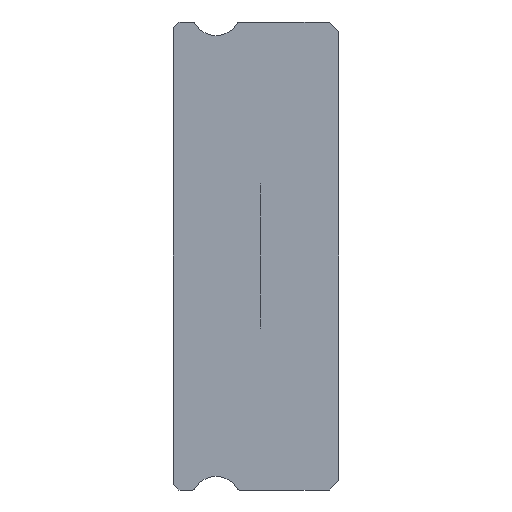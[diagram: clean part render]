
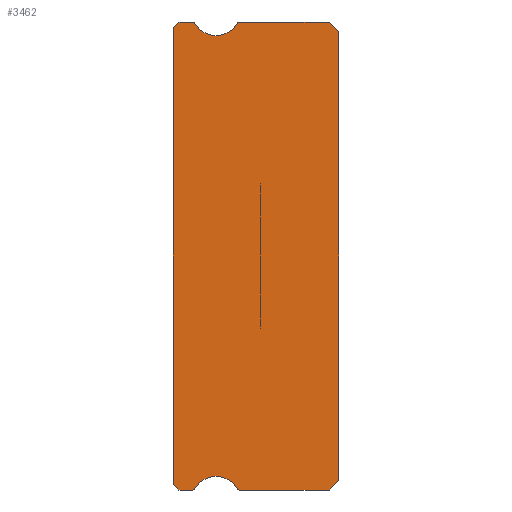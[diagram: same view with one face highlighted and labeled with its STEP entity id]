
A CAD part, left-side view. The second image highlights one B-rep face of the part: STEP entity #3462.
In plain terms, the highlighted planar face has unit normal (-1, 0, 0).
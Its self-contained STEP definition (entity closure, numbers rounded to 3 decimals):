
#52 = CIRCLE ( 'NONE', #400, 0.15 ) ;
#64 = CIRCLE ( 'NONE', #2517, 0.15 ) ;
#65 = DIRECTION ( 'NONE',  ( 0., 0., 1. ) ) ;
#75 = VERTEX_POINT ( 'NONE', #2516 ) ;
#81 = ORIENTED_EDGE ( 'NONE', *, *, #3045, .F. ) ;
#102 = CARTESIAN_POINT ( 'NONE',  ( -5., 5.088, -12. ) ) ;
#108 = ORIENTED_EDGE ( 'NONE', *, *, #2993, .T. ) ;
#111 = VERTEX_POINT ( 'NONE', #2236 ) ;
#112 = VECTOR ( 'NONE', #2130, 1000. ) ;
#134 = CARTESIAN_POINT ( 'NONE',  ( -5., 0.5, 12. ) ) ;
#202 = ORIENTED_EDGE ( 'NONE', *, *, #2478, .T. ) ;
#216 = EDGE_CURVE ( 'NONE', #1197, #226, #3365, .T. ) ;
#226 = VERTEX_POINT ( 'NONE', #2274 ) ;
#268 = CIRCLE ( 'NONE', #4145, 0.15 ) ;
#279 = CARTESIAN_POINT ( 'NONE',  ( -5., 6.3, 12.55 ) ) ;
#303 = ORIENTED_EDGE ( 'NONE', *, *, #896, .F. ) ;
#317 = DIRECTION ( 'NONE',  ( 0., 0., -1. ) ) ;
#324 = CARTESIAN_POINT ( 'NONE',  ( -5., 8.5, 11.7 ) ) ;
#339 = DIRECTION ( 'NONE',  ( -1., 0., 0. ) ) ;
#343 = CARTESIAN_POINT ( 'NONE',  ( -5., 7.512, -12. ) ) ;
#391 = VERTEX_POINT ( 'NONE', #789 ) ;
#400 = AXIS2_PLACEMENT_3D ( 'NONE', #3590, #1259, #1347 ) ;
#431 = VECTOR ( 'NONE', #2205, 1000. ) ;
#456 = DIRECTION ( 'NONE',  ( 0., 0.707, -0.707 ) ) ;
#461 = ORIENTED_EDGE ( 'NONE', *, *, #2240, .F. ) ;
#526 = LINE ( 'NONE', #1530, #2126 ) ;
#581 = CARTESIAN_POINT ( 'NONE',  ( -5., 5.217, -11.925 ) ) ;
#624 = CARTESIAN_POINT ( 'NONE',  ( -5., 5.088, -11.85 ) ) ;
#699 = DIRECTION ( 'NONE',  ( 0., -0.707, -0.707 ) ) ;
#751 = VECTOR ( 'NONE', #2897, 1000. ) ;
#754 = ORIENTED_EDGE ( 'NONE', *, *, #4095, .F. ) ;
#789 = CARTESIAN_POINT ( 'NONE',  ( -5., 7.383, 11.925 ) ) ;
#836 = CARTESIAN_POINT ( 'NONE',  ( -5., 5.217, 11.925 ) ) ;
#868 = EDGE_CURVE ( 'NONE', #3684, #1017, #526, .T. ) ;
#876 = VERTEX_POINT ( 'NONE', #3781 ) ;
#896 = EDGE_CURVE ( 'NONE', #876, #2080, #1175, .T. ) ;
#955 = DIRECTION ( 'NONE',  ( 0., 0., -1. ) ) ;
#963 = LINE ( 'NONE', #2212, #2573 ) ;
#974 = FACE_OUTER_BOUND ( 'NONE', #3260, .T. ) ;
#984 = CARTESIAN_POINT ( 'NONE',  ( -5., 6.3, -12.55 ) ) ;
#1007 = DIRECTION ( 'NONE',  ( 0., 0., -1. ) ) ;
#1017 = VERTEX_POINT ( 'NONE', #1019 ) ;
#1019 = CARTESIAN_POINT ( 'NONE',  ( -5., 0.5, 12. ) ) ;
#1054 = ORIENTED_EDGE ( 'NONE', *, *, #1160, .F. ) ;
#1146 = DIRECTION ( 'NONE',  ( 0., 0., -1. ) ) ;
#1160 = EDGE_CURVE ( 'NONE', #1017, #3096, #3054, .T. ) ;
#1175 = LINE ( 'NONE', #2526, #431 ) ;
#1197 = VERTEX_POINT ( 'NONE', #581 ) ;
#1259 = DIRECTION ( 'NONE',  ( 1., 0., 0. ) ) ;
#1309 = LINE ( 'NONE', #343, #751 ) ;
#1336 = CARTESIAN_POINT ( 'NONE',  ( -5., 8.5, 11.85 ) ) ;
#1347 = DIRECTION ( 'NONE',  ( 0., 0., -1. ) ) ;
#1443 = EDGE_CURVE ( 'NONE', #391, #2200, #3767, .T. ) ;
#1530 = CARTESIAN_POINT ( 'NONE',  ( -5., 7.512, 12. ) ) ;
#1606 = AXIS2_PLACEMENT_3D ( 'NONE', #984, #3889, #1007 ) ;
#1674 = ORIENTED_EDGE ( 'NONE', *, *, #3646, .F. ) ;
#1686 = DIRECTION ( 'NONE',  ( 0., 0., -1. ) ) ;
#1691 = EDGE_CURVE ( 'NONE', #3264, #111, #3568, .T. ) ;
#1727 = CARTESIAN_POINT ( 'NONE',  ( -5., 5.088, 12. ) ) ;
#1728 = ORIENTED_EDGE ( 'NONE', *, *, #1443, .F. ) ;
#1730 = VECTOR ( 'NONE', #699, 1000. ) ;
#1828 = CIRCLE ( 'NONE', #1966, 0.15 ) ;
#1829 = CARTESIAN_POINT ( 'NONE',  ( -5., 7.512, -12. ) ) ;
#1854 = EDGE_CURVE ( 'NONE', #75, #3403, #1973, .T. ) ;
#1911 = CARTESIAN_POINT ( 'NONE',  ( -5., 0., 11.5 ) ) ;
#1942 = CARTESIAN_POINT ( 'NONE',  ( -5., 6.3, 12.55 ) ) ;
#1965 = DIRECTION ( 'NONE',  ( 1., 0., 0. ) ) ;
#1966 = AXIS2_PLACEMENT_3D ( 'NONE', #2045, #2090, #1146 ) ;
#1973 = LINE ( 'NONE', #3262, #1730 ) ;
#1986 = DIRECTION ( 'NONE',  ( -1., 0., 0. ) ) ;
#2032 = VECTOR ( 'NONE', #456, 1000. ) ;
#2036 = CARTESIAN_POINT ( 'NONE',  ( -5., 7.512, 12. ) ) ;
#2045 = CARTESIAN_POINT ( 'NONE',  ( -5., 7.512, 11.85 ) ) ;
#2066 = LINE ( 'NONE', #4076, #2032 ) ;
#2080 = VERTEX_POINT ( 'NONE', #2174 ) ;
#2090 = DIRECTION ( 'NONE',  ( 1., 0., 0. ) ) ;
#2117 = DIRECTION ( 'NONE',  ( 0., -1., 0. ) ) ;
#2125 = VERTEX_POINT ( 'NONE', #836 ) ;
#2126 = VECTOR ( 'NONE', #2117, 1000. ) ;
#2130 = DIRECTION ( 'NONE',  ( 0., 0., 1. ) ) ;
#2174 = CARTESIAN_POINT ( 'NONE',  ( -5., 0.5, -12. ) ) ;
#2178 = VERTEX_POINT ( 'NONE', #324 ) ;
#2181 = EDGE_CURVE ( 'NONE', #75, #2178, #3603, .T. ) ;
#2200 = VERTEX_POINT ( 'NONE', #3899 ) ;
#2205 = DIRECTION ( 'NONE',  ( 0., 0.707, -0.707 ) ) ;
#2212 = CARTESIAN_POINT ( 'NONE',  ( -5., 7.512, -12. ) ) ;
#2236 = CARTESIAN_POINT ( 'NONE',  ( -5., 8.2, 12. ) ) ;
#2240 = EDGE_CURVE ( 'NONE', #2200, #2125, #2971, .T. ) ;
#2252 = DIRECTION ( 'NONE',  ( 0., 1., 0. ) ) ;
#2271 = AXIS2_PLACEMENT_3D ( 'NONE', #279, #339, #317 ) ;
#2274 = CARTESIAN_POINT ( 'NONE',  ( -5., 7.383, -11.925 ) ) ;
#2384 = CARTESIAN_POINT ( 'NONE',  ( -5., 5.088, 11.85 ) ) ;
#2461 = DIRECTION ( 'NONE',  ( 1., 0., 0. ) ) ;
#2478 = EDGE_CURVE ( 'NONE', #876, #3096, #3166, .T. ) ;
#2516 = CARTESIAN_POINT ( 'NONE',  ( -5., 8.5, -11.7 ) ) ;
#2517 = AXIS2_PLACEMENT_3D ( 'NONE', #2384, #3315, #2742 ) ;
#2526 = CARTESIAN_POINT ( 'NONE',  ( -5., 0., -11.5 ) ) ;
#2573 = VECTOR ( 'NONE', #2955, 1000. ) ;
#2577 = ORIENTED_EDGE ( 'NONE', *, *, #3644, .T. ) ;
#2742 = DIRECTION ( 'NONE',  ( 0., 0., -1. ) ) ;
#2783 = ORIENTED_EDGE ( 'NONE', *, *, #1691, .T. ) ;
#2897 = DIRECTION ( 'NONE',  ( 0., 1., 0. ) ) ;
#2909 = CARTESIAN_POINT ( 'NONE',  ( -5., 8.2, 12. ) ) ;
#2941 = VERTEX_POINT ( 'NONE', #1829 ) ;
#2955 = DIRECTION ( 'NONE',  ( 0., -1., 0. ) ) ;
#2971 = CIRCLE ( 'NONE', #3302, 1.25 ) ;
#2982 = AXIS2_PLACEMENT_3D ( 'NONE', #3922, #1965, #1686 ) ;
#2993 = EDGE_CURVE ( 'NONE', #3403, #2941, #963, .T. ) ;
#3014 = VECTOR ( 'NONE', #3450, 1000. ) ;
#3045 = EDGE_CURVE ( 'NONE', #226, #2941, #52, .T. ) ;
#3054 = LINE ( 'NONE', #134, #3014 ) ;
#3089 = ORIENTED_EDGE ( 'NONE', *, *, #3372, .F. ) ;
#3096 = VERTEX_POINT ( 'NONE', #1911 ) ;
#3166 = LINE ( 'NONE', #4137, #112 ) ;
#3195 = CARTESIAN_POINT ( 'NONE',  ( -5., 8.2, -12. ) ) ;
#3215 = VECTOR ( 'NONE', #2252, 1000. ) ;
#3260 = EDGE_LOOP ( 'NONE', ( #3731, #3897, #108, #81, #3430, #3089, #3726, #303, #202, #1054, #3502, #754, #461, #1728, #1674, #2783, #2577 ) ) ;
#3262 = CARTESIAN_POINT ( 'NONE',  ( -5., 8.2, -12. ) ) ;
#3264 = VERTEX_POINT ( 'NONE', #2036 ) ;
#3275 = DIRECTION ( 'NONE',  ( 0., 0., -1. ) ) ;
#3302 = AXIS2_PLACEMENT_3D ( 'NONE', #1942, #1986, #3275 ) ;
#3315 = DIRECTION ( 'NONE',  ( 1., 0., 0. ) ) ;
#3365 = CIRCLE ( 'NONE', #1606, 1.25 ) ;
#3372 = EDGE_CURVE ( 'NONE', #4057, #1197, #268, .T. ) ;
#3403 = VERTEX_POINT ( 'NONE', #3195 ) ;
#3430 = ORIENTED_EDGE ( 'NONE', *, *, #216, .F. ) ;
#3450 = DIRECTION ( 'NONE',  ( 0., -0.707, -0.707 ) ) ;
#3462 = ADVANCED_FACE ( 'NONE', ( #974 ), #3965, .F. ) ;
#3502 = ORIENTED_EDGE ( 'NONE', *, *, #868, .F. ) ;
#3568 = LINE ( 'NONE', #2909, #3215 ) ;
#3590 = CARTESIAN_POINT ( 'NONE',  ( -5., 7.512, -11.85 ) ) ;
#3603 = LINE ( 'NONE', #1336, #3809 ) ;
#3644 = EDGE_CURVE ( 'NONE', #111, #2178, #2066, .T. ) ;
#3646 = EDGE_CURVE ( 'NONE', #3264, #391, #1828, .T. ) ;
#3684 = VERTEX_POINT ( 'NONE', #1727 ) ;
#3726 = ORIENTED_EDGE ( 'NONE', *, *, #3957, .F. ) ;
#3731 = ORIENTED_EDGE ( 'NONE', *, *, #2181, .F. ) ;
#3767 = CIRCLE ( 'NONE', #2271, 1.25 ) ;
#3781 = CARTESIAN_POINT ( 'NONE',  ( -5., 0., -11.5 ) ) ;
#3809 = VECTOR ( 'NONE', #65, 1000. ) ;
#3889 = DIRECTION ( 'NONE',  ( -1., 0., 0. ) ) ;
#3897 = ORIENTED_EDGE ( 'NONE', *, *, #1854, .T. ) ;
#3899 = CARTESIAN_POINT ( 'NONE',  ( -5., 6.3, 11.3 ) ) ;
#3922 = CARTESIAN_POINT ( 'NONE',  ( -5., 7.512, 11.85 ) ) ;
#3957 = EDGE_CURVE ( 'NONE', #2080, #4057, #1309, .T. ) ;
#3965 = PLANE ( 'NONE',  #2982 ) ;
#4057 = VERTEX_POINT ( 'NONE', #102 ) ;
#4076 = CARTESIAN_POINT ( 'NONE',  ( -5., 8.5, 11.7 ) ) ;
#4095 = EDGE_CURVE ( 'NONE', #2125, #3684, #64, .T. ) ;
#4137 = CARTESIAN_POINT ( 'NONE',  ( -5., 0., 11.5 ) ) ;
#4145 = AXIS2_PLACEMENT_3D ( 'NONE', #624, #2461, #955 ) ;
